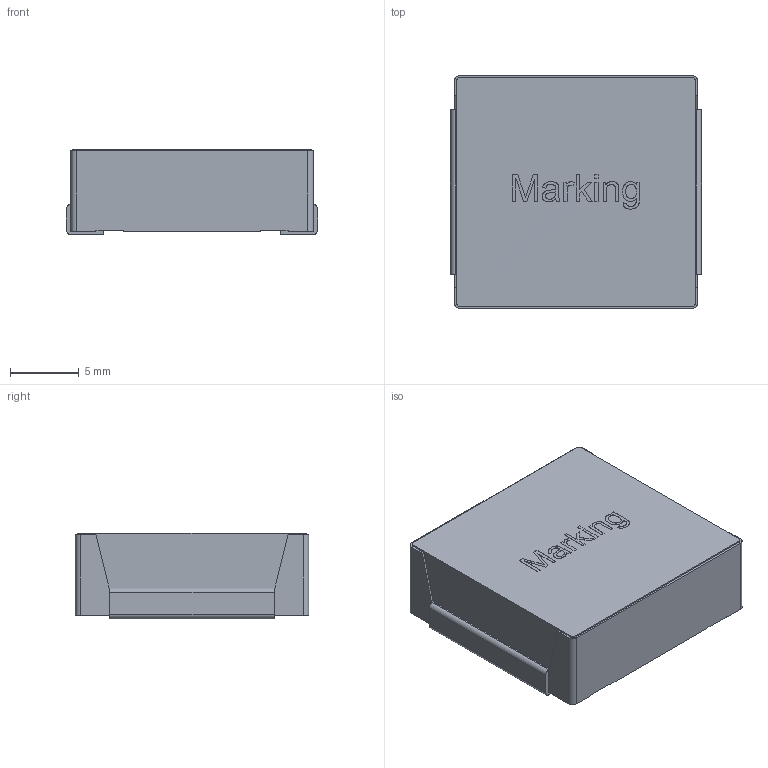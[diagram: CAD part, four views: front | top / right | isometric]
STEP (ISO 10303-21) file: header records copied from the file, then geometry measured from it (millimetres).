
FILE_DESCRIPTION(/* description */ ('Unknown'),/* implementation_level */ '2;1');
FILE_NAME(/* name */ 'L_Wurth_WE-LHCA-1770',/* time_stamp */ '2025-05-19T17:53:58+08:00',/* author */ ('Unknown'),/* organization */ ('Unknown'),/* preprocessor_version */ 'ST-DEVELOPER v19.4',/* originating_system */ 'Solid Edge',/* authorisation */ 'Unknown');
FILE_SCHEMA (('AUTOMOTIVE_DESIGN {1 0 10303 214 3 1 1}'));
Length unit declared in the file: millimetre
Products named in the file (2): L_Wurth_WE-LHCA-1770
Assembly tree (1 placements, depth 2):
  L_Wurth_WE-LHCA-1770
    L_Wurth_WE-LHCA-1770
Bounding box: 18.3 x 17 x 6.25 mm (x, y, z)
Volume: 1814.7 mm3; surface area: 1043.4 mm2
Topology: 1 solids, 1 shells, 125 faces, 339 edges, 226 vertices
Faces by surface type: plane 98, bspline 14, cylinder 13
Entity records: 5299 total; most frequent: CARTESIAN_POINT 1493, ORIENTED_EDGE 676, DIRECTION 462, EDGE_CURVE 338, VERTEX_POINT 226, LINE 188, VECTOR 188, AXIS2_PLACEMENT_3D 137
